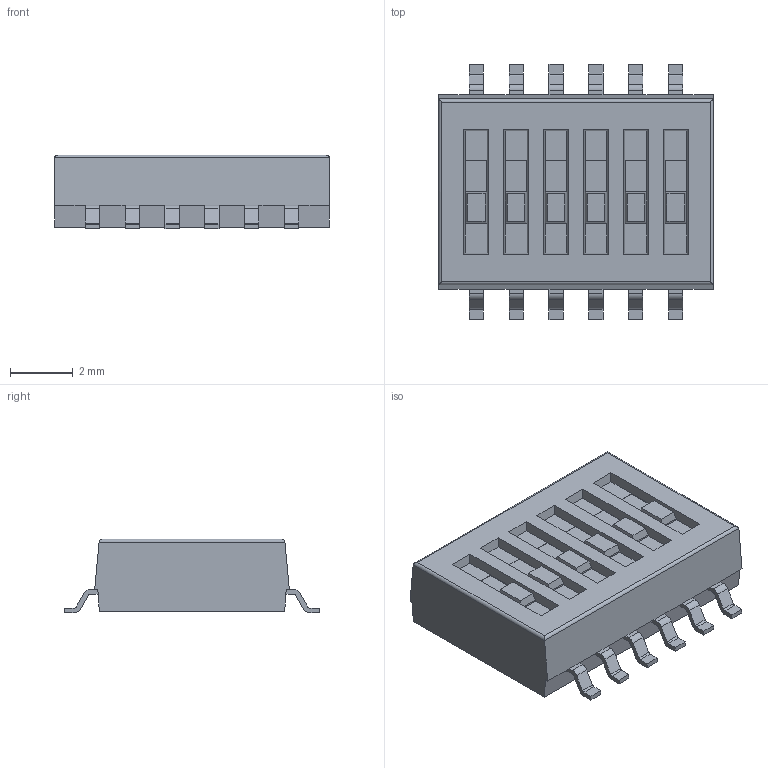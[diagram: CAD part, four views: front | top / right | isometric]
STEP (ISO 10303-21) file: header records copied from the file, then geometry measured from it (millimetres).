
FILE_DESCRIPTION( ( '' ), ' ' );
FILE_NAME( '586f2efe608a37105debb882.step', '2017-01-06T05:45:34', ( '' ), ( '' ), ' ', ' ', ' ' );
FILE_SCHEMA( ( 'AUTOMOTIVE_DESIGN { 1 0 10303 214 1 1 1 1 }' ) );
Length unit declared in the file: metre
Products named in the file (1): Open CASCADE STEP translator 6.8 1
Bounding box: 8.75 x 8.13 x 2.35 mm (x, y, z)
Volume: 118 mm3; surface area: 209.9 mm2
Topology: 1 solids, 1 shells, 278 faces, 744 edges, 480 vertices
Faces by surface type: plane 226, cylinder 52
Entity records: 14484 total; most frequent: CARTESIAN_POINT 1527, ORIENTED_EDGE 1488, DIRECTION 1390, STYLED_ITEM 1022, PRESENTATION_STYLE_ASSIGNMENT 1022, COLOUR_RGB 1022, EDGE_CURVE 744, CURVE_STYLE 744
